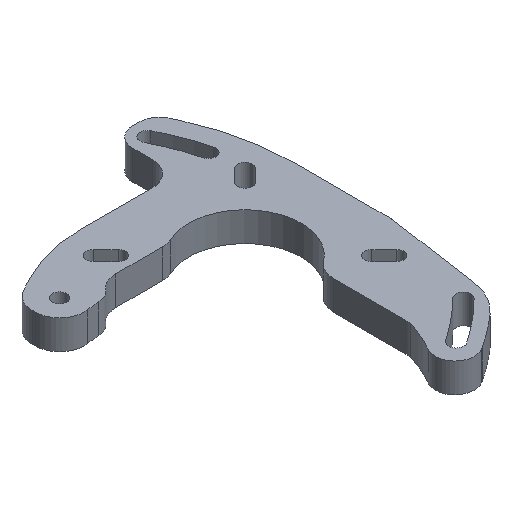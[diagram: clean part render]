
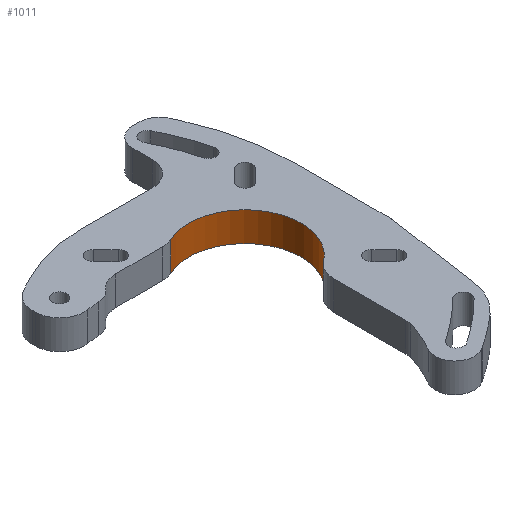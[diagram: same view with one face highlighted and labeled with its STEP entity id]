
A CAD part, isometric view. The second image highlights one B-rep face of the part: STEP entity #1011.
In plain terms, the highlighted cylindrical face has radius 11.5 mm (diameter 23 mm), a partial arc.
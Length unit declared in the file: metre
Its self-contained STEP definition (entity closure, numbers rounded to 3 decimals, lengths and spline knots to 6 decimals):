
#88=LINE('',#1687,#170);
#89=LINE('',#1691,#171);
#170=VECTOR('',#1330,1.);
#171=VECTOR('',#1333,1.);
#282=ORIENTED_EDGE('',*,*,#578,.F.);
#283=ORIENTED_EDGE('',*,*,#579,.T.);
#284=ORIENTED_EDGE('',*,*,#580,.T.);
#285=ORIENTED_EDGE('',*,*,#581,.T.);
#578=EDGE_CURVE('',#722,#723,#774,.T.);
#579=EDGE_CURVE('',#722,#724,#88,.F.);
#580=EDGE_CURVE('',#724,#725,#775,.T.);
#581=EDGE_CURVE('',#725,#723,#89,.T.);
#722=VERTEX_POINT('',#1685);
#723=VERTEX_POINT('',#1686);
#724=VERTEX_POINT('',#1688);
#725=VERTEX_POINT('',#1690);
#774=CIRCLE('',#1100,0.0115);
#775=CIRCLE('',#1101,0.0115);
#844=EDGE_LOOP('',(#282,#283,#284,#285));
#910=FACE_BOUND('',#844,.T.);
#965=CYLINDRICAL_SURFACE('',#1099,0.0115);
#1011=ADVANCED_FACE('',(#910),#965,.F.);
#1099=AXIS2_PLACEMENT_3D('',#1683,#1326,#1327);
#1100=AXIS2_PLACEMENT_3D('',#1684,#1328,#1329);
#1101=AXIS2_PLACEMENT_3D('',#1689,#1331,#1332);
#1326=DIRECTION('',(0.,0.,-1.));
#1327=DIRECTION('',(-1.,0.,0.));
#1328=DIRECTION('',(0.,0.,1.));
#1329=DIRECTION('',(1.,0.,0.));
#1330=DIRECTION('',(0.,0.,-1.));
#1331=DIRECTION('',(0.,0.,1.));
#1332=DIRECTION('',(1.,0.,0.));
#1333=DIRECTION('',(0.,0.,-1.));
#1683=CARTESIAN_POINT('',(0.,0.,0.006));
#1684=CARTESIAN_POINT('',(0.,0.,0.));
#1685=CARTESIAN_POINT('',(0.00697,-0.009147,0.));
#1686=CARTESIAN_POINT('',(-0.004791,0.010455,0.));
#1687=CARTESIAN_POINT('',(0.00697,-0.009147,0.006));
#1688=CARTESIAN_POINT('',(0.00697,-0.009147,0.006));
#1689=CARTESIAN_POINT('',(0.,0.,0.006));
#1690=CARTESIAN_POINT('',(-0.004791,0.010455,0.006));
#1691=CARTESIAN_POINT('',(-0.004791,0.010455,0.006));
